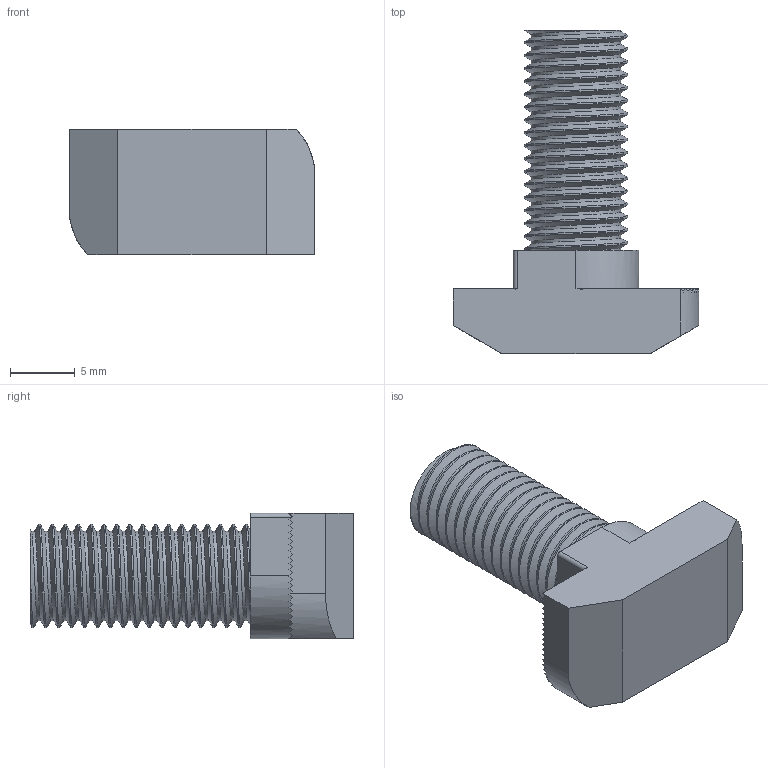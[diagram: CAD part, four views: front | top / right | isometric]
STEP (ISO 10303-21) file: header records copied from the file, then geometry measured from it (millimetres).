
FILE_DESCRIPTION (( 'STEP AP203' ), '1' );
FILE_NAME ('084.301.046.STEP', '2018-03-16T14:11:47', ( '' ), ( '' ), 'SwSTEP 2.0', 'SolidWorks 2016', '' );
FILE_SCHEMA (( 'CONFIG_CONTROL_DESIGN' ));
Length unit declared in the file: millimetre
Products named in the file (1): 084.301.046
Bounding box: 19 x 25 x 9.7 mm (x, y, z)
Volume: 1801.2 mm3; surface area: 1405.5 mm2
Topology: 1 solids, 1 shells, 137 faces, 396 edges, 262 vertices
Faces by surface type: plane 92, cylinder 41, bspline 4
Entity records: 7736 total; most frequent: CARTESIAN_POINT 4512, ORIENTED_EDGE 792, DIRECTION 520, EDGE_CURVE 396, VERTEX_POINT 262, LINE 238, VECTOR 238, AXIS2_PLACEMENT_3D 141
